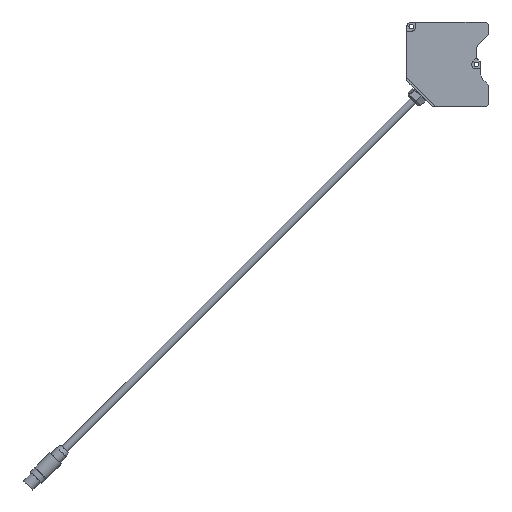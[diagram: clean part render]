
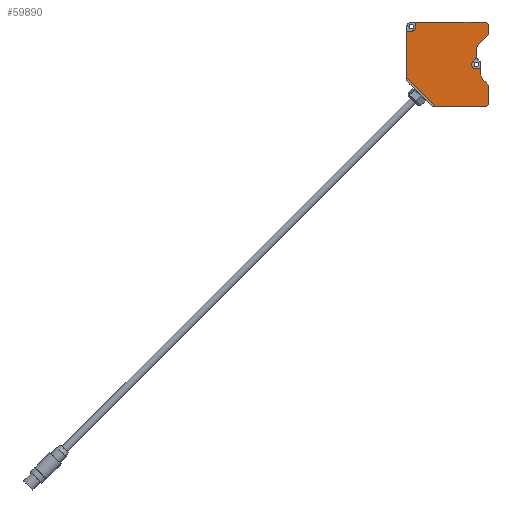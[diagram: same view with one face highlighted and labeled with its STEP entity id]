
A CAD part, top view. The second image highlights one B-rep face of the part: STEP entity #59890.
In plain terms, the highlighted planar face has unit normal (0, 0, 1).
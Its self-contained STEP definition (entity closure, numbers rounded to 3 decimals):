
#16860=CARTESIAN_POINT('',(-48.896,0.,28.6));
#16870=VERTEX_POINT('',#16860);
#16900=CARTESIAN_POINT('',(0.,0.,28.6));
#16910=DIRECTION('',(-1.,0.,0.));
#16920=VECTOR('',#16910,1.);
#16930=LINE('',#16900,#16920);
#16940=CARTESIAN_POINT('',(-2.,0.,28.6));
#16950=VERTEX_POINT('',#16940);
#16960=EDGE_CURVE('',#16950,#16870,#16930,.T.);
#17300=CARTESIAN_POINT('',(0.,2.,28.6));
#17310=VERTEX_POINT('',#17300);
#17340=CARTESIAN_POINT('',(0.,0.,28.6));
#17350=DIRECTION('',(0.,-1.,0.));
#17360=VECTOR('',#17350,1.);
#17370=LINE('',#17340,#17360);
#17380=CARTESIAN_POINT('',(0.,20.,28.6));
#17390=VERTEX_POINT('',#17380);
#17400=EDGE_CURVE('',#17390,#17310,#17370,.T.);
#17980=CARTESIAN_POINT('',(-11.,47.425,28.6));
#17990=VERTEX_POINT('',#17980);
#18020=CARTESIAN_POINT('',(-11.,0.,28.6));
#18030=DIRECTION('',(0.,-1.,0.));
#18040=VECTOR('',#18030,1.);
#18050=LINE('',#18020,#18040);
#18060=CARTESIAN_POINT('',(-11.,53.015,28.6));
#18070=VERTEX_POINT('',#18060);
#18080=EDGE_CURVE('',#18070,#17990,#18050,.T.);
#18640=CARTESIAN_POINT('',(-9.243,57.257,28.6));
#18650=VERTEX_POINT('',#18640);
#18680=CARTESIAN_POINT('',(-66.5,0.,28.6));
#18690=DIRECTION('',(-0.707,-0.707,0.));
#18700=VECTOR('',#18690,1.);
#18710=LINE('',#18680,#18700);
#18720=CARTESIAN_POINT('',(0.,66.5,28.6));
#18730=VERTEX_POINT('',#18720);
#18740=EDGE_CURVE('',#18730,#18650,#18710,.T.);
#19170=CARTESIAN_POINT('',(-6.8,29.285,28.6));
#19180=VERTEX_POINT('',#19170);
#19210=CARTESIAN_POINT('',(-6.8,0.,28.6));
#19220=DIRECTION('',(0.,-1.,0.));
#19230=VECTOR('',#19220,1.);
#19240=LINE('',#19210,#19230);
#19250=CARTESIAN_POINT('',(-6.8,35.8,28.6));
#19260=VERTEX_POINT('',#19250);
#19270=EDGE_CURVE('',#19260,#19180,#19240,.T.);
#20050=CARTESIAN_POINT('',(-10.046,44.179,28.6));
#20060=VERTEX_POINT('',#20050);
#20090=CARTESIAN_POINT('',(-5.,47.425,28.6));
#20100=DIRECTION('',(0.,0.,1.));
#20110=DIRECTION('',(1.,0.,0.));
#20120=AXIS2_PLACEMENT_3D('',#20090,#20100,#20110);
#20130=CIRCLE('',#20120,6.);
#20140=EDGE_CURVE('',#17990,#20060,#20130,.T.);
#20670=CARTESIAN_POINT('',(0.,0.,28.6));
#20680=DIRECTION('',(0.,-1.,0.));
#20690=VECTOR('',#20680,1.);
#20700=LINE('',#20670,#20690);
#20710=CARTESIAN_POINT('',(0.,76.,28.6));
#20720=VERTEX_POINT('',#20710);
#20730=EDGE_CURVE('',#20720,#18730,#20700,.T.);
#21040=CARTESIAN_POINT('',(-5.,53.015,28.6));
#21050=DIRECTION('',(0.,0.,1.));
#21060=DIRECTION('',(1.,0.,0.));
#21070=AXIS2_PLACEMENT_3D('',#21040,#21050,#21060);
#21080=CIRCLE('',#21070,6.);
#21090=EDGE_CURVE('',#18650,#18070,#21080,.T.);
#21620=CARTESIAN_POINT('',(-5.043,25.043,28.6));
#21630=VERTEX_POINT('',#21620);
#21660=CARTESIAN_POINT('',(-0.8,29.285,28.6));
#21670=DIRECTION('',(0.,0.,1.));
#21680=DIRECTION('',(1.,0.,0.));
#21690=AXIS2_PLACEMENT_3D('',#21660,#21670,#21680);
#21700=CIRCLE('',#21690,6.);
#21710=EDGE_CURVE('',#19180,#21630,#21700,.T.);
#22040=CARTESIAN_POINT('',(-2.,78.,28.6));
#22050=VERTEX_POINT('',#22040);
#22080=CARTESIAN_POINT('',(0.,78.,28.6));
#22090=DIRECTION('',(1.,0.,0.));
#22100=VECTOR('',#22090,1.);
#22110=LINE('',#22080,#22100);
#22120=CARTESIAN_POINT('',(-66.9,78.,28.6));
#22130=VERTEX_POINT('',#22120);
#22140=EDGE_CURVE('',#22130,#22050,#22110,.T.);
#22560=CARTESIAN_POINT('',(-75.,69.9,28.6));
#22570=VERTEX_POINT('',#22560);
#22600=CARTESIAN_POINT('',(-75.,0.,28.6));
#22610=DIRECTION('',(0.,1.,0.));
#22620=VECTOR('',#22610,1.);
#22630=LINE('',#22600,#22620);
#22640=CARTESIAN_POINT('',(-75.,26.104,28.6));
#22650=VERTEX_POINT('',#22640);
#22660=EDGE_CURVE('',#22650,#22570,#22630,.T.);
#23790=CARTESIAN_POINT('',(-66.6,78.,28.6));
#23800=DIRECTION('',(0.,-1.,0.));
#23810=VECTOR('',#23800,1.);
#23820=LINE('',#23790,#23810);
#23830=CARTESIAN_POINT('',(-66.6,77.7,28.6));
#23840=VERTEX_POINT('',#23830);
#23850=CARTESIAN_POINT('',(-66.6,73.8,28.6));
#23860=VERTEX_POINT('',#23850);
#23870=EDGE_CURVE('',#23840,#23860,#23820,.T.);
#24170=CARTESIAN_POINT('',(-70.8,73.8,28.6));
#24180=DIRECTION('',(0.,0.,1.));
#24190=DIRECTION('',(1.,0.,0.));
#24200=AXIS2_PLACEMENT_3D('',#24170,#24180,#24190);
#24210=CIRCLE('',#24200,4.2);
#24220=CARTESIAN_POINT('',(-70.8,69.6,28.6));
#24230=VERTEX_POINT('',#24220);
#24240=EDGE_CURVE('',#24230,#23860,#24210,.T.);
#24490=CARTESIAN_POINT('',(-11.,34.8,28.6));
#24500=DIRECTION('',(1.,0.,0.));
#24510=VECTOR('',#24500,1.);
#24520=LINE('',#24490,#24510);
#24530=CARTESIAN_POINT('',(-11.,34.8,28.6));
#24540=VERTEX_POINT('',#24530);
#24550=CARTESIAN_POINT('',(-7.8,34.8,28.6));
#24560=VERTEX_POINT('',#24550);
#24570=EDGE_CURVE('',#24540,#24560,#24520,.T.);
#24870=CARTESIAN_POINT('',(-11.,39.,28.6));
#24880=DIRECTION('',(0.,0.,1.));
#24890=DIRECTION('',(1.,0.,0.));
#24900=AXIS2_PLACEMENT_3D('',#24870,#24880,#24890);
#24910=CIRCLE('',#24900,4.2);
#24920=CARTESIAN_POINT('',(-13.97,41.97,28.6));
#24930=VERTEX_POINT('',#24920);
#24940=EDGE_CURVE('',#24930,#24540,#24910,.T.);
#26060=CARTESIAN_POINT('',(76.,0.,28.6));
#26070=DIRECTION('',(0.707,-0.707,0.));
#26080=VECTOR('',#26070,1.);
#26090=LINE('',#26060,#26080);
#26100=EDGE_CURVE('',#22050,#20720,#26090,.T.);
#26300=CARTESIAN_POINT('',(-2.,0.,28.6));
#26310=DIRECTION('',(-0.707,-0.707,0.));
#26320=VECTOR('',#26310,1.);
#26330=LINE('',#26300,#26320);
#26340=EDGE_CURVE('',#17310,#16950,#26330,.T.);
#28250=CARTESIAN_POINT('',(-7.8,35.8,28.6));
#28260=DIRECTION('',(0.,0.,1.));
#28270=DIRECTION('',(1.,0.,0.));
#28280=AXIS2_PLACEMENT_3D('',#28250,#28260,#28270);
#28290=CIRCLE('',#28280,1.);
#28300=EDGE_CURVE('',#24560,#19260,#28290,.T.);
#28500=CARTESIAN_POINT('',(-66.9,77.7,28.6));
#28510=DIRECTION('',(0.,0.,1.));
#28520=DIRECTION('',(1.,0.,0.));
#28530=AXIS2_PLACEMENT_3D('',#28500,#28510,#28520);
#28540=CIRCLE('',#28530,0.3);
#28550=EDGE_CURVE('',#23840,#22130,#28540,.T.);
#41410=CARTESIAN_POINT('',(0.,20.,28.6));
#41420=DIRECTION('',(0.707,-0.707,0.));
#41430=VECTOR('',#41420,1.);
#41440=LINE('',#41410,#41430);
#41450=EDGE_CURVE('',#21630,#17390,#41440,.T.);
#57710=CARTESIAN_POINT('',(-70.8,69.6,28.6));
#57720=DIRECTION('',(-1.,0.,0.));
#57730=VECTOR('',#57720,1.);
#57740=LINE('',#57710,#57730);
#57750=CARTESIAN_POINT('',(-74.7,69.6,28.6));
#57760=VERTEX_POINT('',#57750);
#57770=EDGE_CURVE('',#24230,#57760,#57740,.T.);
#58000=CARTESIAN_POINT('',(-74.7,69.9,28.6));
#58010=DIRECTION('',(0.,0.,1.));
#58020=DIRECTION('',(1.,0.,0.));
#58030=AXIS2_PLACEMENT_3D('',#58000,#58010,#58020);
#58040=CIRCLE('',#58030,0.3);
#58050=EDGE_CURVE('',#22570,#57760,#58040,.T.);
#58750=CARTESIAN_POINT('',(-15.62,40.32,28.6));
#58760=DIRECTION('',(0.707,0.707,0.));
#58770=VECTOR('',#58760,1.);
#58780=LINE('',#58750,#58770);
#58790=CARTESIAN_POINT('',(-11.594,44.345,28.6));
#58800=VERTEX_POINT('',#58790);
#58810=EDGE_CURVE('',#24930,#58800,#58780,.T.);
#59040=CARTESIAN_POINT('',(-75.,26.828,28.6));
#59050=DIRECTION('',(0.707,-0.707,0.));
#59060=VECTOR('',#59050,1.);
#59070=LINE('',#59040,#59060);
#59080=CARTESIAN_POINT('',(-74.488,26.316,28.6));
#59090=VERTEX_POINT('',#59080);
#59100=CARTESIAN_POINT('',(-48.684,0.512,28.6));
#59110=VERTEX_POINT('',#59100);
#59120=EDGE_CURVE('',#59090,#59110,#59070,.T.);
#59370=CARTESIAN_POINT('',(0.,0.,28.6));
#59380=DIRECTION('',(0.,0.,1.));
#59390=DIRECTION('',(1.,0.,0.));
#59400=AXIS2_PLACEMENT_3D('',#59370,#59380,#59390);
#59410=PLANE('',#59400);
#59420=CARTESIAN_POINT('',(-74.7,26.104,28.6));
#59430=DIRECTION('',(0.,0.,-1.));
#59440=DIRECTION('',(-1.,0.,0.));
#59450=AXIS2_PLACEMENT_3D('',#59420,#59430,#59440);
#59460=CIRCLE('',#59450,0.3);
#59470=EDGE_CURVE('',#22650,#59090,#59460,.T.);
#59480=ORIENTED_EDGE('',*,*,#59470,.T.);
#59490=ORIENTED_EDGE('',*,*,#22660,.F.);
#59500=ORIENTED_EDGE('',*,*,#58050,.F.);
#59510=ORIENTED_EDGE('',*,*,#57770,.T.);
#59520=ORIENTED_EDGE('',*,*,#24240,.F.);
#59530=ORIENTED_EDGE('',*,*,#23870,.T.);
#59540=ORIENTED_EDGE('',*,*,#28550,.F.);
#59550=ORIENTED_EDGE('',*,*,#22140,.F.);
#59560=ORIENTED_EDGE('',*,*,#26100,.F.);
#59570=ORIENTED_EDGE('',*,*,#20730,.F.);
#59580=ORIENTED_EDGE('',*,*,#18740,.F.);
#59590=ORIENTED_EDGE('',*,*,#21090,.F.);
#59600=ORIENTED_EDGE('',*,*,#18080,.F.);
#59610=ORIENTED_EDGE('',*,*,#20140,.F.);
#59620=CARTESIAN_POINT('',(-10.887,43.638,28.6));
#59630=DIRECTION('',(0.,0.,1.));
#59640=DIRECTION('',(1.,0.,0.));
#59650=AXIS2_PLACEMENT_3D('',#59620,#59630,#59640);
#59660=CIRCLE('',#59650,1.);
#59670=EDGE_CURVE('',#20060,#58800,#59660,.T.);
#59680=ORIENTED_EDGE('',*,*,#59670,.F.);
#59690=ORIENTED_EDGE('',*,*,#58810,.T.);
#59700=ORIENTED_EDGE('',*,*,#24940,.F.);
#59710=ORIENTED_EDGE('',*,*,#24570,.F.);
#59720=ORIENTED_EDGE('',*,*,#28300,.F.);
#59730=ORIENTED_EDGE('',*,*,#19270,.F.);
#59740=ORIENTED_EDGE('',*,*,#21710,.F.);
#59750=ORIENTED_EDGE('',*,*,#41450,.F.);
#59760=ORIENTED_EDGE('',*,*,#17400,.F.);
#59770=ORIENTED_EDGE('',*,*,#26340,.F.);
#59780=ORIENTED_EDGE('',*,*,#16960,.F.);
#59790=CARTESIAN_POINT('',(-48.896,0.3,28.6));
#59800=DIRECTION('',(0.,0.,1.));
#59810=DIRECTION('',(1.,0.,0.));
#59820=AXIS2_PLACEMENT_3D('',#59790,#59800,#59810);
#59830=CIRCLE('',#59820,0.3);
#59840=EDGE_CURVE('',#16870,#59110,#59830,.T.);
#59850=ORIENTED_EDGE('',*,*,#59840,.F.);
#59860=ORIENTED_EDGE('',*,*,#59120,.T.);
#59870=EDGE_LOOP('',(#59860,#59850,#59780,#59770,#59760,#59750,#59740,
#59730,#59720,#59710,#59700,#59690,#59680,#59610,#59600,#59590,#59580,
#59570,#59560,#59550,#59540,#59530,#59520,#59510,#59500,#59490,#59480));
#59880=FACE_OUTER_BOUND('',#59870,.T.);
#59890=ADVANCED_FACE('',(#59880),#59410,.T.);
